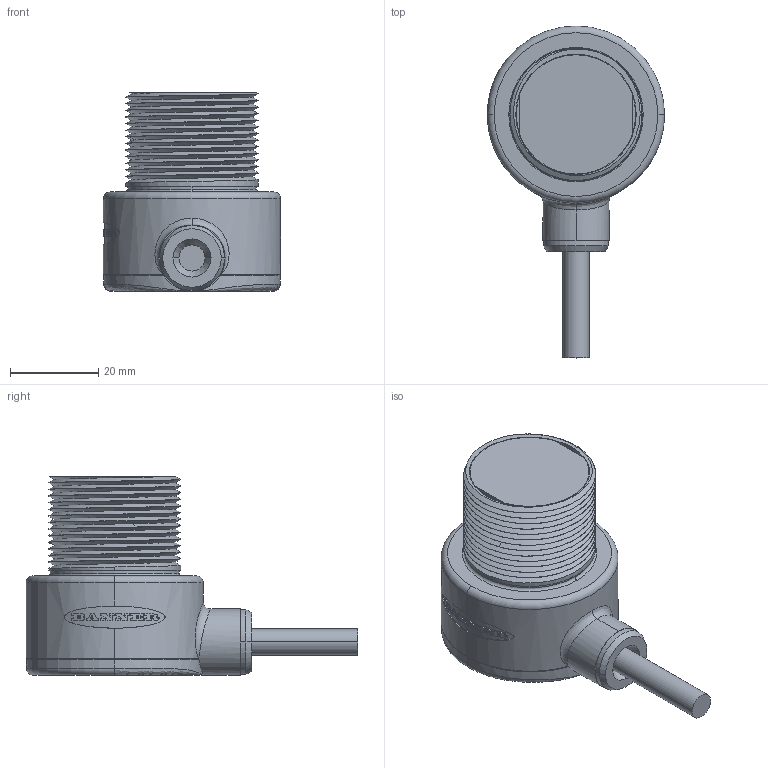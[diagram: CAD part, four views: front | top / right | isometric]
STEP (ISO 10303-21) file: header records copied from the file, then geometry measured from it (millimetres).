
FILE_DESCRIPTION((''),'2;1');
FILE_NAME('155324_SW','2010-12-22T',('banengservice'),('BANNER ENGINEERING'),'PRO/ENGINEER BY PARAMETRIC TECHNOLOGY CORPORATION, 2009141','PRO/ENGINEER BY PARAMETRIC TECHNOLOGY CORPORATION, 2009141','');
FILE_SCHEMA(('CONFIG_CONTROL_DESIGN'));
Length unit declared in the file: inch
Products named in the file (1): 155324_SW
Bounding box: 40.18 x 75.26 x 45.05 mm (x, y, z)
Volume: 12750.8 mm3; surface area: 20464.2 mm2
Topology: 2 solids, 2 shells, 511 faces, 1366 edges, 890 vertices
Faces by surface type: cylinder 259, plane 203, cone 16, torus 13, bspline 13, sphere 3, extrusion 2, revolution 2
Entity records: 26199 total; most frequent: CARTESIAN_POINT 13992, ORIENTED_EDGE 2716, DIRECTION 2258, EDGE_CURVE 1358, VERTEX_POINT 890, AXIS2_PLACEMENT_3D 816, VECTOR 624, LINE 622
